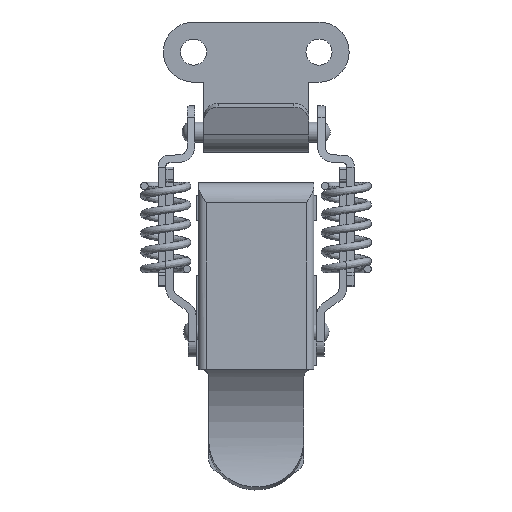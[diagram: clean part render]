
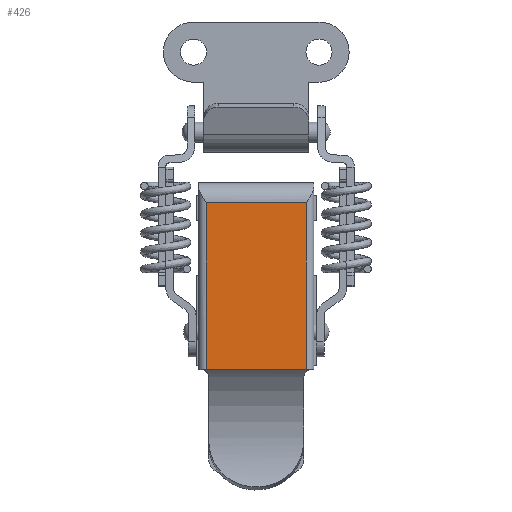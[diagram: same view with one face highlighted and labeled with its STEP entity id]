
A CAD part, front view. The second image highlights one B-rep face of the part: STEP entity #426.
In plain terms, the highlighted planar face has unit normal (0, -1, 0).
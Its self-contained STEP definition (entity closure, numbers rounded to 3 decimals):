
#426=ADVANCED_FACE('',(#2080),#2079,.F.);
#2079=PLANE('',#7141);
#2080=FACE_OUTER_BOUND('',#7142,.T.);
#7138=CARTESIAN_POINT('',(-12.,0.,-40.559));
#7139=DIRECTION('',(0.,1.,0.));
#7140=DIRECTION('',(0.,0.,1.));
#7141=AXIS2_PLACEMENT_3D('',#7138,#7139,#7140);
#7142=EDGE_LOOP('',(#8376,#8377,#8378,#8379));
#8376=ORIENTED_EDGE('',*,*,#9190,.F.);
#8377=ORIENTED_EDGE('',*,*,#9168,.T.);
#8378=ORIENTED_EDGE('',*,*,#9172,.T.);
#8379=ORIENTED_EDGE('',*,*,#9191,.T.);
#9168=EDGE_CURVE('',#12396,#12389,#12397,.T.);
#9172=EDGE_CURVE('',#12389,#12421,#12422,.T.);
#9190=EDGE_CURVE('',#12396,#12536,#12537,.T.);
#9191=EDGE_CURVE('',#12421,#12536,#12543,.T.);
#12389=VERTEX_POINT('',#15728);
#12396=VERTEX_POINT('',#15741);
#12397=LINE('',#15742,#15743);
#12421=VERTEX_POINT('',#15756);
#12422=LINE('',#15757,#15758);
#12536=VERTEX_POINT('',#15828);
#12537=LINE('',#15829,#15830);
#12543=LINE('',#15832,#15833);
#15728=CARTESIAN_POINT('',(10.,0.,-4.));
#15741=CARTESIAN_POINT('',(10.,0.,-37.236));
#15742=CARTESIAN_POINT('',(10.,0.,-37.236));
#15743=VECTOR('',#15744,33.236);
#15744=DIRECTION('',(0.,0.,1.));
#15756=CARTESIAN_POINT('',(-10.,0.,-4.));
#15757=CARTESIAN_POINT('',(10.,0.,-4.));
#15758=VECTOR('',#15759,20.);
#15759=DIRECTION('',(-1.,0.,0.));
#15828=CARTESIAN_POINT('',(-10.,0.,-37.236));
#15829=CARTESIAN_POINT('',(10.,0.,-37.236));
#15830=VECTOR('',#15831,20.);
#15831=DIRECTION('',(-1.,0.,0.));
#15832=CARTESIAN_POINT('',(-10.,0.,-4.));
#15833=VECTOR('',#15834,33.236);
#15834=DIRECTION('',(0.,0.,-1.));
